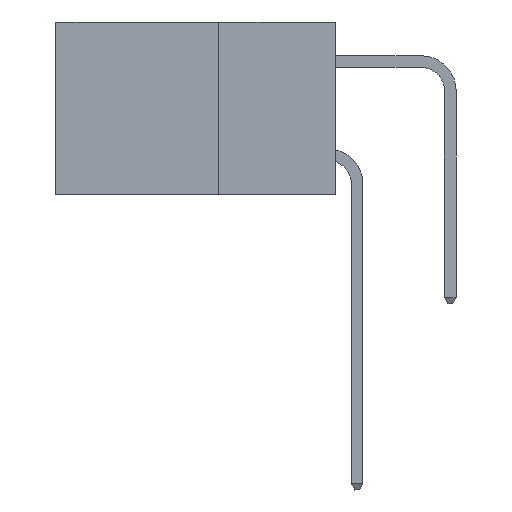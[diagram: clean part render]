
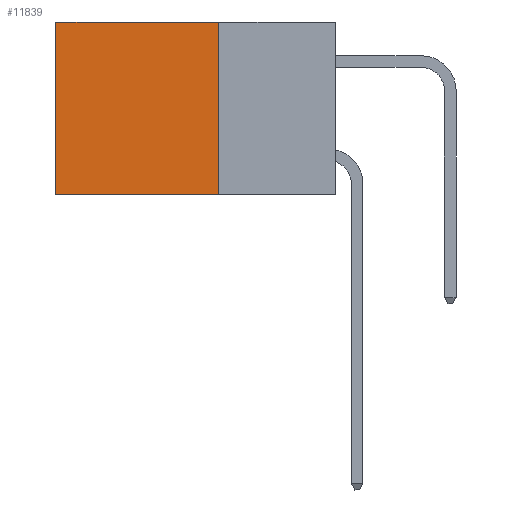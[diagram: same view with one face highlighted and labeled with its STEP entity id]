
A CAD part, left-side view. The second image highlights one B-rep face of the part: STEP entity #11839.
In plain terms, the highlighted planar face has unit normal (-1, 0, 0).
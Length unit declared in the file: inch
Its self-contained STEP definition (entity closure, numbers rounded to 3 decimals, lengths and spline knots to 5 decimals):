
#853 = DIRECTION ( 'NONE',  ( 1., 0., 0. ) ) ;
#913 = ORIENTED_EDGE ( 'NONE', *, *, #7867, .T. ) ;
#1200 = VECTOR ( 'NONE', #6952, 39.37008 ) ;
#1604 = CARTESIAN_POINT ( 'NONE',  ( 0.2875, 0.6, 0. ) ) ;
#1929 = CARTESIAN_POINT ( 'NONE',  ( 0.2875, 0.6, 0. ) ) ;
#2406 = FACE_OUTER_BOUND ( 'NONE', #16149, .T. ) ;
#2962 = LINE ( 'NONE', #3121, #22276 ) ;
#3121 = CARTESIAN_POINT ( 'NONE',  ( 0.2875, 0.25, -0.37 ) ) ;
#3270 = ORIENTED_EDGE ( 'NONE', *, *, #7178, .F. ) ;
#3396 = DIRECTION ( 'NONE',  ( 0., 0., -1. ) ) ;
#3399 = CARTESIAN_POINT ( 'NONE',  ( 0.2875, 0.6, -0.37 ) ) ;
#4346 = EDGE_CURVE ( 'NONE', #18020, #13889, #2962, .T. ) ;
#6952 = DIRECTION ( 'NONE',  ( 0., 0., -1. ) ) ;
#7178 = EDGE_CURVE ( 'NONE', #16992, #18020, #15539, .T. ) ;
#7867 = EDGE_CURVE ( 'NONE', #16992, #8030, #9845, .T. ) ;
#8030 = VERTEX_POINT ( 'NONE', #1929 ) ;
#8584 = CARTESIAN_POINT ( 'NONE',  ( 0.2875, 0.25, 0. ) ) ;
#8717 = VECTOR ( 'NONE', #12202, 39.37008 ) ;
#9757 = CARTESIAN_POINT ( 'NONE',  ( 0.2875, 0.25, 0. ) ) ;
#9845 = LINE ( 'NONE', #23192, #8717 ) ;
#10356 = EDGE_CURVE ( 'NONE', #8030, #13889, #11975, .T. ) ;
#10369 = CARTESIAN_POINT ( 'NONE',  ( 0.2875, 0.25, -0.37 ) ) ;
#10942 = AXIS2_PLACEMENT_3D ( 'NONE', #9757, #853, #13393 ) ;
#11550 = PLANE ( 'NONE',  #10942 ) ;
#11839 = ADVANCED_FACE ( 'NONE', ( #2406 ), #11550, .F. ) ;
#11975 = LINE ( 'NONE', #1604, #16231 ) ;
#12202 = DIRECTION ( 'NONE',  ( 0., 1., 0. ) ) ;
#13393 = DIRECTION ( 'NONE',  ( 0., 0., -1. ) ) ;
#13889 = VERTEX_POINT ( 'NONE', #3399 ) ;
#15341 = ORIENTED_EDGE ( 'NONE', *, *, #4346, .F. ) ;
#15539 = LINE ( 'NONE', #8584, #1200 ) ;
#16086 = CARTESIAN_POINT ( 'NONE',  ( 0.2875, 0.25, 0. ) ) ;
#16149 = EDGE_LOOP ( 'NONE', ( #22028, #15341, #3270, #913 ) ) ;
#16231 = VECTOR ( 'NONE', #3396, 39.37008 ) ;
#16992 = VERTEX_POINT ( 'NONE', #16086 ) ;
#17499 = DIRECTION ( 'NONE',  ( 0., 1., 0. ) ) ;
#18020 = VERTEX_POINT ( 'NONE', #10369 ) ;
#22028 = ORIENTED_EDGE ( 'NONE', *, *, #10356, .T. ) ;
#22276 = VECTOR ( 'NONE', #17499, 39.37008 ) ;
#23192 = CARTESIAN_POINT ( 'NONE',  ( 0.2875, 0.25, 0. ) ) ;
